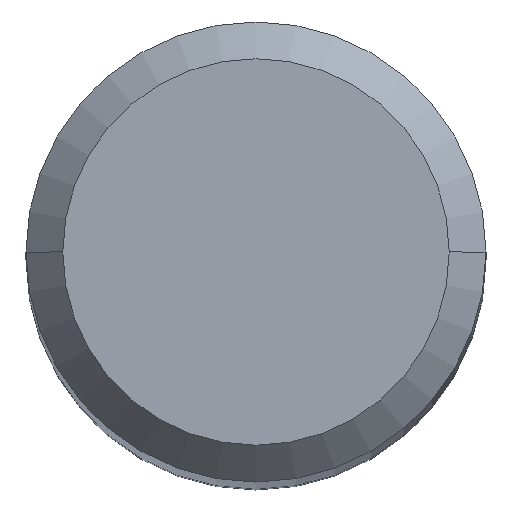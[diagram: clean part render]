
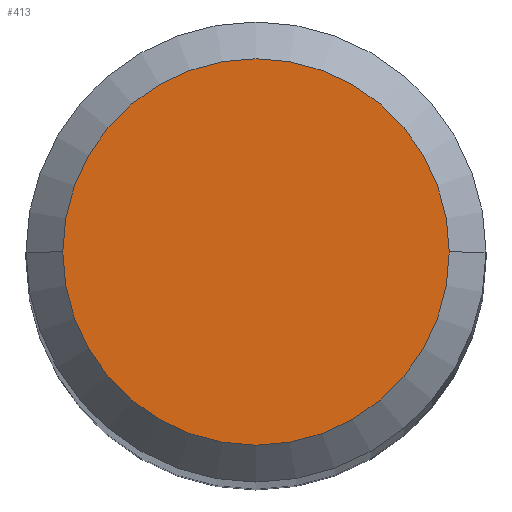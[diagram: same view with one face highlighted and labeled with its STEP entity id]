
A CAD part, top view. The second image highlights one B-rep face of the part: STEP entity #413.
In plain terms, the highlighted planar face has unit normal (0, 0, 1).
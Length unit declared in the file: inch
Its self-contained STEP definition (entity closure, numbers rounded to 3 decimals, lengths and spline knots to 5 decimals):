
#22 = EDGE_LOOP ( 'NONE', ( #412, #219 ) ) ;
#108 = CARTESIAN_POINT ( 'NONE',  ( 0., 0., 0. ) ) ;
#115 = CARTESIAN_POINT ( 'NONE',  ( 0., 0., 0. ) ) ;
#118 = DIRECTION ( 'NONE',  ( 0., 0., -1. ) ) ;
#147 = VERTEX_POINT ( 'NONE', #162 ) ;
#154 = AXIS2_PLACEMENT_3D ( 'NONE', #108, #227, #264 ) ;
#155 = VERTEX_POINT ( 'NONE', #335 ) ;
#156 = PLANE ( 'NONE',  #338 ) ;
#162 = CARTESIAN_POINT ( 'NONE',  ( 0.105, 0., 0. ) ) ;
#205 = CARTESIAN_POINT ( 'NONE',  ( 0., 0.105, 0. ) ) ;
#209 = CIRCLE ( 'NONE', #291, 0.105 ) ;
#219 = ORIENTED_EDGE ( 'NONE', *, *, #444, .T. ) ;
#227 = DIRECTION ( 'NONE',  ( 0., 0., 1. ) ) ;
#249 = EDGE_CURVE ( 'NONE', #155, #147, #393, .T. ) ;
#264 = DIRECTION ( 'NONE',  ( 1., 0., 0. ) ) ;
#280 = DIRECTION ( 'NONE',  ( -1., 0., 0. ) ) ;
#291 = AXIS2_PLACEMENT_3D ( 'NONE', #115, #379, #469 ) ;
#335 = CARTESIAN_POINT ( 'NONE',  ( -0.105, 0., 0. ) ) ;
#338 = AXIS2_PLACEMENT_3D ( 'NONE', #205, #118, #280 ) ;
#379 = DIRECTION ( 'NONE',  ( 0., 0., 1. ) ) ;
#393 = CIRCLE ( 'NONE', #154, 0.105 ) ;
#412 = ORIENTED_EDGE ( 'NONE', *, *, #249, .T. ) ;
#413 = ADVANCED_FACE ( 'NONE', ( #471 ), #156, .F. ) ;
#444 = EDGE_CURVE ( 'NONE', #147, #155, #209, .T. ) ;
#469 = DIRECTION ( 'NONE',  ( 1., 0., 0. ) ) ;
#471 = FACE_OUTER_BOUND ( 'NONE', #22, .T. ) ;
